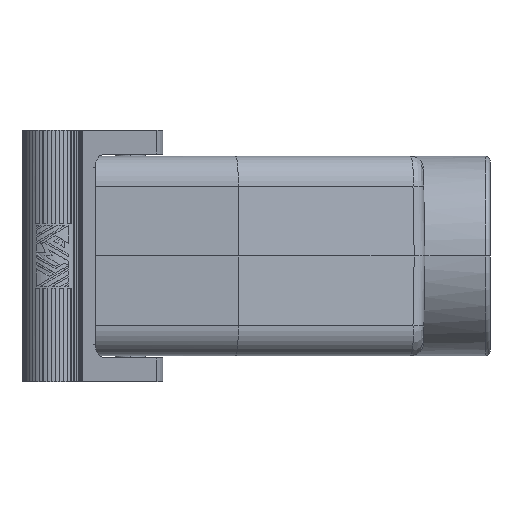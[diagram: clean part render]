
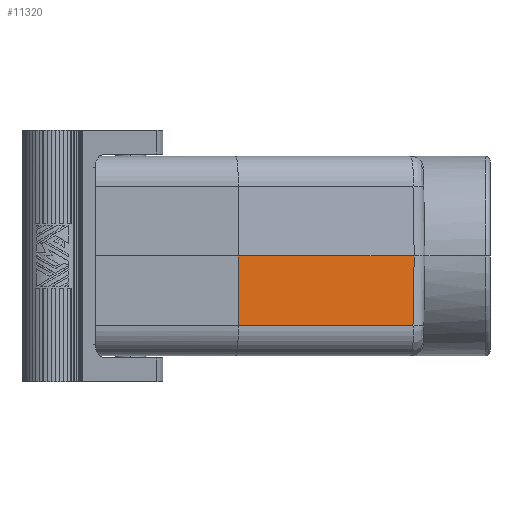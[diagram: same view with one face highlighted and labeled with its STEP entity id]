
A CAD part, left-side view. The second image highlights one B-rep face of the part: STEP entity #11320.
In plain terms, the highlighted face is planar.
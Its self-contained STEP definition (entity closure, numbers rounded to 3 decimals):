
#10930=CARTESIAN_POINT('',(56.499,68.576,
-8.061));
#10940=DIRECTION('',(0.985,0.174,
-0.017));
#10950=DIRECTION('',(-0.017,-0.003,
-1.));
#10960=AXIS2_PLACEMENT_3D('',#10930,#10940,#10950);
#10970=PLANE('',#10960);
#10980=CARTESIAN_POINT('',(56.36,68.552,
-16.122));
#10990=DIRECTION('',(-0.174,0.985,
0.));
#11000=VECTOR('',#10990,1.);
#11010=LINE('',#10980,#11000);
#11020=CARTESIAN_POINT('',(58.472,56.576,
-16.122));
#11030=VERTEX_POINT('',#11020);
#11040=CARTESIAN_POINT('',(51.372,96.84,
-16.122));
#11050=VERTEX_POINT('',#11040);
#11060=EDGE_CURVE('',#11030,#11050,#11010,.T.);
#11070=ORIENTED_EDGE('',*,*,#11060,.T.);
#11080=CARTESIAN_POINT('',(58.753,56.6,0.));
#11090=DIRECTION('',(0.017,0.002,
1.));
#11100=VECTOR('',#11090,1.);
#11110=LINE('',#11080,#11100);
#11120=CARTESIAN_POINT('',(58.753,56.6,
0.));
#11130=VERTEX_POINT('',#11120);
#11140=EDGE_CURVE('',#11030,#11130,#11110,.T.);
#11150=ORIENTED_EDGE('',*,*,#11140,.F.);
#11160=CARTESIAN_POINT('',(58.893,55.81,
0.));
#11170=DIRECTION('',(-0.174,0.985,
0.));
#11180=VECTOR('',#11170,1.);
#11190=LINE('',#11160,#11180);
#11200=CARTESIAN_POINT('',(51.608,97.122,
0.));
#11210=VERTEX_POINT('',#11200);
#11220=EDGE_CURVE('',#11130,#11210,#11190,.T.);
#11230=ORIENTED_EDGE('',*,*,#11220,.F.);
#11240=CARTESIAN_POINT('',(51.608,97.121,
-0.052));
#11250=DIRECTION('',(0.015,0.017,
1.));
#11260=VECTOR('',#11250,1.);
#11270=LINE('',#11240,#11260);
#11280=EDGE_CURVE('',#11050,#11210,#11270,.T.);
#11290=ORIENTED_EDGE('',*,*,#11280,.T.);
#11300=EDGE_LOOP('',(#11290,#11230,#11150,#11070));
#11310=FACE_OUTER_BOUND('',#11300,.T.);
#11320=ADVANCED_FACE('',(#11310),#10970,.T.);
